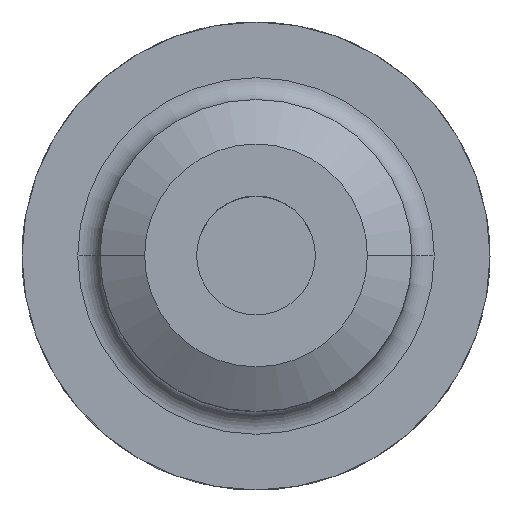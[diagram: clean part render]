
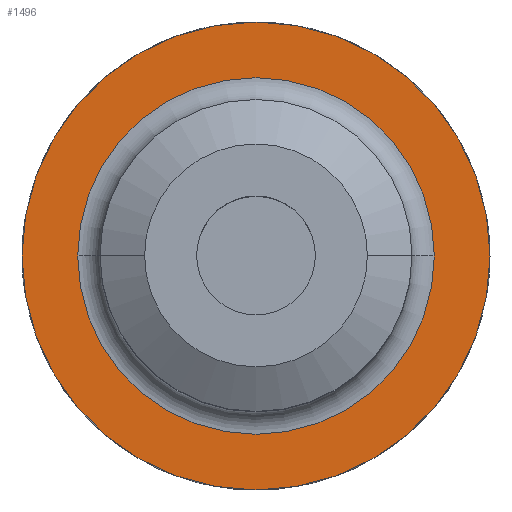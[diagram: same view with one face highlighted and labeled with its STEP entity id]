
A CAD part, top view. The second image highlights one B-rep face of the part: STEP entity #1496.
In plain terms, the highlighted planar face has unit normal (0, 0, 1).
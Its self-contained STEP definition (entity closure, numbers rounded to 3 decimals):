
#1 = EDGE_CURVE ( 'NONE', #1586, #422, #216, .T. ) ;
#14 = PLANE ( 'NONE',  #1797 ) ;
#30 = DIRECTION ( 'NONE',  ( 0., 0., -1. ) ) ;
#33 = VERTEX_POINT ( 'NONE', #1146 ) ;
#70 = AXIS2_PLACEMENT_3D ( 'NONE', #798, #1508, #1651 ) ;
#91 = ORIENTED_EDGE ( 'NONE', *, *, #1013, .T. ) ;
#216 = CIRCLE ( 'NONE', #1344, 31.5 ) ;
#281 = ORIENTED_EDGE ( 'NONE', *, *, #1766, .T. ) ;
#288 = AXIS2_PLACEMENT_3D ( 'NONE', #1054, #30, #1754 ) ;
#319 = CARTESIAN_POINT ( 'NONE',  ( 0., 0., 27. ) ) ;
#422 = VERTEX_POINT ( 'NONE', #567 ) ;
#457 = DIRECTION ( 'NONE',  ( -1., 0., 0. ) ) ;
#519 = CARTESIAN_POINT ( 'NONE',  ( 0., 0., 27. ) ) ;
#567 = CARTESIAN_POINT ( 'NONE',  ( 31.5, 0., 27. ) ) ;
#573 = CIRCLE ( 'NONE', #70, 24. ) ;
#611 = CARTESIAN_POINT ( 'NONE',  ( 0., 0., 27. ) ) ;
#716 = DIRECTION ( 'NONE',  ( 0., 0., -1. ) ) ;
#719 = DIRECTION ( 'NONE',  ( -1., 0., 0. ) ) ;
#748 = DIRECTION ( 'NONE',  ( 0., 0., -1. ) ) ;
#798 = CARTESIAN_POINT ( 'NONE',  ( 0., 0., 27. ) ) ;
#818 = EDGE_LOOP ( 'NONE', ( #281, #91 ) ) ;
#918 = EDGE_CURVE ( 'NONE', #422, #1586, #1358, .T. ) ;
#942 = CIRCLE ( 'NONE', #1258, 24. ) ;
#966 = VERTEX_POINT ( 'NONE', #1096 ) ;
#987 = ORIENTED_EDGE ( 'NONE', *, *, #918, .F. ) ;
#1013 = EDGE_CURVE ( 'NONE', #33, #966, #942, .T. ) ;
#1054 = CARTESIAN_POINT ( 'NONE',  ( 0., 0., 27. ) ) ;
#1085 = DIRECTION ( 'NONE',  ( 0., 0., -1. ) ) ;
#1096 = CARTESIAN_POINT ( 'NONE',  ( -24., 0., 27. ) ) ;
#1146 = CARTESIAN_POINT ( 'NONE',  ( 24., 0., 27. ) ) ;
#1220 = DIRECTION ( 'NONE',  ( -1., 0., 0. ) ) ;
#1258 = AXIS2_PLACEMENT_3D ( 'NONE', #519, #1085, #1220 ) ;
#1312 = CARTESIAN_POINT ( 'NONE',  ( -31.5, 0., 27. ) ) ;
#1344 = AXIS2_PLACEMENT_3D ( 'NONE', #611, #748, #719 ) ;
#1358 = CIRCLE ( 'NONE', #288, 31.5 ) ;
#1496 = ADVANCED_FACE ( 'NONE', ( #1717, #1825 ), #14, .F. ) ;
#1508 = DIRECTION ( 'NONE',  ( 0., 0., -1. ) ) ;
#1586 = VERTEX_POINT ( 'NONE', #1312 ) ;
#1651 = DIRECTION ( 'NONE',  ( -1., 0., 0. ) ) ;
#1704 = EDGE_LOOP ( 'NONE', ( #1800, #987 ) ) ;
#1717 = FACE_BOUND ( 'NONE', #818, .T. ) ;
#1754 = DIRECTION ( 'NONE',  ( -1., 0., 0. ) ) ;
#1766 = EDGE_CURVE ( 'NONE', #966, #33, #573, .T. ) ;
#1797 = AXIS2_PLACEMENT_3D ( 'NONE', #319, #716, #457 ) ;
#1800 = ORIENTED_EDGE ( 'NONE', *, *, #1, .F. ) ;
#1825 = FACE_OUTER_BOUND ( 'NONE', #1704, .T. ) ;
